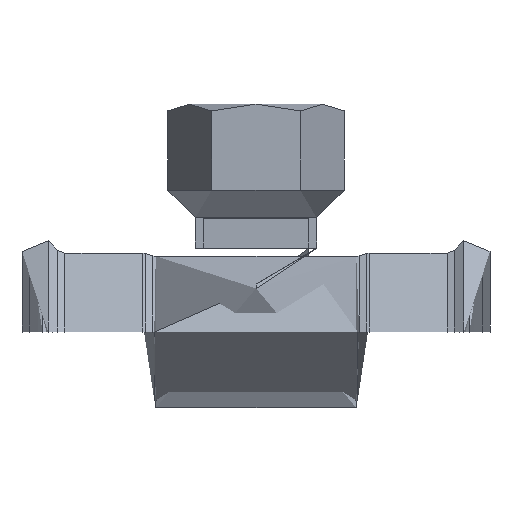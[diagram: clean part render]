
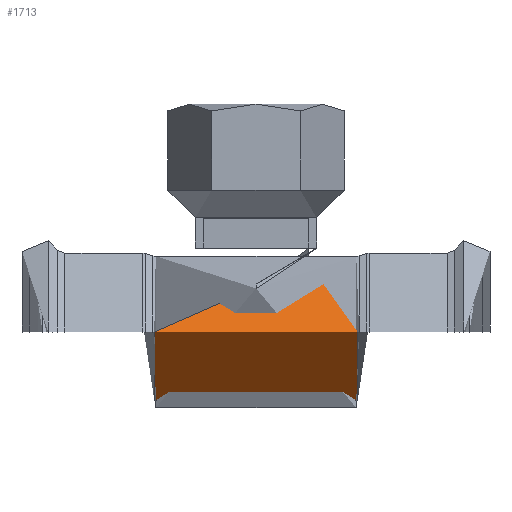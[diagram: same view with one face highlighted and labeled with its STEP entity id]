
A CAD part, front view. The second image highlights one B-rep face of the part: STEP entity #1713.
In plain terms, the highlighted free-form (B-spline) face has degree [1, 2] with [2, 9] control points.
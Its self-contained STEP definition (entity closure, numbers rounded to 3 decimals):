
#484 = VERTEX_POINT('',#485);
#485 = CARTESIAN_POINT('',(56.4,0.,13.4));
#490 = EDGE_CURVE('',#484,#491,#493,.T.);
#491 = VERTEX_POINT('',#492);
#492 = CARTESIAN_POINT('',(46.,10.4,8.45));
#493 = B_SPLINE_CURVE_WITH_KNOTS('',3,(#494,#495,#496,#497,#498,#499,
    #500,#501,#502,#503,#504,#505,#506,#507,#508,#509,#510,#511,#512,
    #513,#514,#515,#516,#517,#518,#519,#520,#521,#522,#523,#524,#525,
    #526,#527,#528,#529,#530,#531),.UNSPECIFIED.,.F.,.F.,(4,2,2,2,2,2,2,
    2,2,2,2,2,2,2,2,2,2,2,4),(1.669,1.875,
    2.081,2.492,2.915,3.126,
    3.338,3.549,3.76,4.183,
    4.595,4.801,5.007,5.212,
    5.418,5.83,6.253,6.464,
    6.675),.UNSPECIFIED.);
#494 = CARTESIAN_POINT('',(56.4,0.,13.4));
#495 = CARTESIAN_POINT('',(56.4,-0.686,13.4));
#496 = CARTESIAN_POINT('',(56.331,-1.386,
    13.346));
#497 = CARTESIAN_POINT('',(56.052,-2.76,
    13.131));
#498 = CARTESIAN_POINT('',(55.841,-3.433,
    12.97));
#499 = CARTESIAN_POINT('',(55.028,-5.345,12.36
    ));
#500 = CARTESIAN_POINT('',(54.234,-6.474,
    11.78));
#501 = CARTESIAN_POINT('',(52.45,-8.258,
    10.609));
#502 = CARTESIAN_POINT('',(51.324,-9.038,
    9.922));
#503 = CARTESIAN_POINT('',(49.436,-9.84,
    9.104));
#504 = CARTESIAN_POINT('',(48.773,-10.048,
    8.869));
#505 = CARTESIAN_POINT('',(47.407,-10.328,
    8.541));
#506 = CARTESIAN_POINT('',(46.704,-10.4,8.45));
#507 = CARTESIAN_POINT('',(45.296,-10.4,8.45));
#508 = CARTESIAN_POINT('',(44.593,-10.328,
    8.541));
#509 = CARTESIAN_POINT('',(43.227,-10.048,
    8.869));
#510 = CARTESIAN_POINT('',(42.564,-9.84,
    9.104));
#511 = CARTESIAN_POINT('',(40.676,-9.038,
    9.922));
#512 = CARTESIAN_POINT('',(39.55,-8.258,
    10.609));
#513 = CARTESIAN_POINT('',(37.766,-6.474,
    11.78));
#514 = CARTESIAN_POINT('',(36.972,-5.345,12.36
    ));
#515 = CARTESIAN_POINT('',(36.159,-3.433,
    12.97));
#516 = CARTESIAN_POINT('',(35.948,-2.76,
    13.131));
#517 = CARTESIAN_POINT('',(35.669,-1.386,
    13.346));
#518 = CARTESIAN_POINT('',(35.6,-0.686,13.4));
#519 = CARTESIAN_POINT('',(35.6,0.686,13.4));
#520 = CARTESIAN_POINT('',(35.669,1.386,
    13.346));
#521 = CARTESIAN_POINT('',(35.948,2.76,
    13.131));
#522 = CARTESIAN_POINT('',(36.159,3.433,
    12.97));
#523 = CARTESIAN_POINT('',(36.972,5.345,12.36)
  );
#524 = CARTESIAN_POINT('',(37.766,6.474,
    11.78));
#525 = CARTESIAN_POINT('',(39.55,8.258,10.609
    ));
#526 = CARTESIAN_POINT('',(40.676,9.038,9.922
    ));
#527 = CARTESIAN_POINT('',(42.564,9.84,9.104
    ));
#528 = CARTESIAN_POINT('',(43.227,10.048,
    8.869));
#529 = CARTESIAN_POINT('',(44.593,10.328,
    8.541));
#530 = CARTESIAN_POINT('',(45.296,10.4,8.45));
#531 = CARTESIAN_POINT('',(46.,10.4,8.45));
#533 = EDGE_CURVE('',#491,#484,#534,.T.);
#534 = B_SPLINE_CURVE_WITH_KNOTS('',3,(#535,#536,#537,#538,#539,#540,
    #541,#542,#543,#544,#545,#546,#547,#548),.UNSPECIFIED.,.F.,.F.,(4,2,
    2,2,2,2,4),(0.,0.211,0.423,0.845,
    1.257,1.463,1.669),.UNSPECIFIED.);
#535 = CARTESIAN_POINT('',(46.,10.4,8.45));
#536 = CARTESIAN_POINT('',(46.704,10.4,8.45));
#537 = CARTESIAN_POINT('',(47.407,10.328,
    8.541));
#538 = CARTESIAN_POINT('',(48.773,10.048,
    8.869));
#539 = CARTESIAN_POINT('',(49.436,9.84,9.104
    ));
#540 = CARTESIAN_POINT('',(51.324,9.038,9.922
    ));
#541 = CARTESIAN_POINT('',(52.45,8.258,10.609
    ));
#542 = CARTESIAN_POINT('',(54.234,6.474,
    11.78));
#543 = CARTESIAN_POINT('',(55.028,5.345,12.36)
  );
#544 = CARTESIAN_POINT('',(55.841,3.433,
    12.97));
#545 = CARTESIAN_POINT('',(56.052,2.76,
    13.131));
#546 = CARTESIAN_POINT('',(56.331,1.386,
    13.346));
#547 = CARTESIAN_POINT('',(56.4,0.686,13.4));
#548 = CARTESIAN_POINT('',(56.4,0.,13.4));
#1070 = EDGE_CURVE('',#1071,#1073,#1075,.T.);
#1071 = VERTEX_POINT('',#1072);
#1072 = CARTESIAN_POINT('',(66.,13.4,0.));
#1073 = VERTEX_POINT('',#1074);
#1074 = CARTESIAN_POINT('',(66.,-13.4,0.));
#1075 = ( BOUNDED_CURVE() B_SPLINE_CURVE(2,(#1076,#1077,#1078,#1079,
#1080),.UNSPECIFIED.,.F.,.F.) B_SPLINE_CURVE_WITH_KNOTS((3,2,3),(0.,
1.571,3.142),.UNSPECIFIED.) CURVE() 
GEOMETRIC_REPRESENTATION_ITEM() RATIONAL_B_SPLINE_CURVE((1.,
0.707,1.,0.707,1.)) REPRESENTATION_ITEM('') );
#1076 = CARTESIAN_POINT('',(66.,13.4,0.));
#1077 = CARTESIAN_POINT('',(66.,13.4,13.4));
#1078 = CARTESIAN_POINT('',(66.,0.,13.4));
#1079 = CARTESIAN_POINT('',(66.,-13.4,13.4));
#1080 = CARTESIAN_POINT('',(66.,-13.4,0.));
#1082 = EDGE_CURVE('',#1083,#1071,#1085,.T.);
#1083 = VERTEX_POINT('',#1084);
#1084 = CARTESIAN_POINT('',(66.,0.,-13.4));
#1085 = ( BOUNDED_CURVE() B_SPLINE_CURVE(2,(#1086,#1087,#1088),
.UNSPECIFIED.,.F.,.F.) B_SPLINE_CURVE_WITH_KNOTS((3,3),(4.712,
6.283),.PIECEWISE_BEZIER_KNOTS.) CURVE() 
GEOMETRIC_REPRESENTATION_ITEM() RATIONAL_B_SPLINE_CURVE((1.,
0.707,1.)) REPRESENTATION_ITEM('') );
#1086 = CARTESIAN_POINT('',(66.,0.,-13.4));
#1087 = CARTESIAN_POINT('',(66.,13.4,-13.4));
#1088 = CARTESIAN_POINT('',(66.,13.4,0.));
#1090 = EDGE_CURVE('',#1073,#1083,#1091,.T.);
#1091 = ( BOUNDED_CURVE() B_SPLINE_CURVE(2,(#1092,#1093,#1094),
.UNSPECIFIED.,.F.,.F.) B_SPLINE_CURVE_WITH_KNOTS((3,3),(3.142,
4.712),.PIECEWISE_BEZIER_KNOTS.) CURVE() 
GEOMETRIC_REPRESENTATION_ITEM() RATIONAL_B_SPLINE_CURVE((1.,
0.707,1.)) REPRESENTATION_ITEM('') );
#1092 = CARTESIAN_POINT('',(66.,-13.4,0.));
#1093 = CARTESIAN_POINT('',(66.,-13.4,-13.4));
#1094 = CARTESIAN_POINT('',(66.,0.,-13.4));
#1713 = ADVANCED_FACE('',(#1714,#1751),#1755,.T.);
#1714 = FACE_BOUND('',#1715,.T.);
#1715 = EDGE_LOOP('',(#1716,#1728,#1736,#1741,#1742,#1743,#1744,#1745));
#1716 = ORIENTED_EDGE('',*,*,#1717,.F.);
#1717 = EDGE_CURVE('',#1718,#1720,#1722,.T.);
#1718 = VERTEX_POINT('',#1719);
#1719 = CARTESIAN_POINT('',(26.,13.4,0.));
#1720 = VERTEX_POINT('',#1721);
#1721 = CARTESIAN_POINT('',(26.,-13.4,0.));
#1722 = ( BOUNDED_CURVE() B_SPLINE_CURVE(2,(#1723,#1724,#1725,#1726,
#1727),.UNSPECIFIED.,.F.,.F.) B_SPLINE_CURVE_WITH_KNOTS((3,2,3),(0.,
1.571,3.142),.UNSPECIFIED.) CURVE() 
GEOMETRIC_REPRESENTATION_ITEM() RATIONAL_B_SPLINE_CURVE((1.,
0.707,1.,0.707,1.)) REPRESENTATION_ITEM('') );
#1723 = CARTESIAN_POINT('',(26.,13.4,0.));
#1724 = CARTESIAN_POINT('',(26.,13.4,13.4));
#1725 = CARTESIAN_POINT('',(26.,0.,13.4));
#1726 = CARTESIAN_POINT('',(26.,-13.4,13.4));
#1727 = CARTESIAN_POINT('',(26.,-13.4,0.));
#1728 = ORIENTED_EDGE('',*,*,#1729,.F.);
#1729 = EDGE_CURVE('',#1730,#1718,#1732,.T.);
#1730 = VERTEX_POINT('',#1731);
#1731 = CARTESIAN_POINT('',(26.,0.,-13.4));
#1732 = ( BOUNDED_CURVE() B_SPLINE_CURVE(2,(#1733,#1734,#1735),
.UNSPECIFIED.,.F.,.F.) B_SPLINE_CURVE_WITH_KNOTS((3,3),(4.712,
6.283),.PIECEWISE_BEZIER_KNOTS.) CURVE() 
GEOMETRIC_REPRESENTATION_ITEM() RATIONAL_B_SPLINE_CURVE((1.,
0.707,1.)) REPRESENTATION_ITEM('') );
#1733 = CARTESIAN_POINT('',(26.,0.,-13.4));
#1734 = CARTESIAN_POINT('',(26.,13.4,-13.4));
#1735 = CARTESIAN_POINT('',(26.,13.4,0.));
#1736 = ORIENTED_EDGE('',*,*,#1737,.T.);
#1737 = EDGE_CURVE('',#1730,#1083,#1738,.T.);
#1738 = B_SPLINE_CURVE_WITH_KNOTS('',1,(#1739,#1740),.UNSPECIFIED.,.F.,
  .F.,(2,2),(0.,2.985),.PIECEWISE_BEZIER_KNOTS.);
#1739 = CARTESIAN_POINT('',(26.,0.,-13.4));
#1740 = CARTESIAN_POINT('',(66.,0.,-13.4));
#1741 = ORIENTED_EDGE('',*,*,#1082,.T.);
#1742 = ORIENTED_EDGE('',*,*,#1070,.T.);
#1743 = ORIENTED_EDGE('',*,*,#1090,.T.);
#1744 = ORIENTED_EDGE('',*,*,#1737,.F.);
#1745 = ORIENTED_EDGE('',*,*,#1746,.F.);
#1746 = EDGE_CURVE('',#1720,#1730,#1747,.T.);
#1747 = ( BOUNDED_CURVE() B_SPLINE_CURVE(2,(#1748,#1749,#1750),
.UNSPECIFIED.,.F.,.F.) B_SPLINE_CURVE_WITH_KNOTS((3,3),(3.142,
4.712),.PIECEWISE_BEZIER_KNOTS.) CURVE() 
GEOMETRIC_REPRESENTATION_ITEM() RATIONAL_B_SPLINE_CURVE((1.,
0.707,1.)) REPRESENTATION_ITEM('') );
#1748 = CARTESIAN_POINT('',(26.,-13.4,0.));
#1749 = CARTESIAN_POINT('',(26.,-13.4,-13.4));
#1750 = CARTESIAN_POINT('',(26.,0.,-13.4));
#1751 = FACE_BOUND('',#1752,.T.);
#1752 = EDGE_LOOP('',(#1753,#1754));
#1753 = ORIENTED_EDGE('',*,*,#533,.F.);
#1754 = ORIENTED_EDGE('',*,*,#490,.F.);
#1755 = ( BOUNDED_SURFACE() B_SPLINE_SURFACE(1,2,(
    (#1756,#1757,#1758,#1759,#1760,#1761,#1762,#1763,#1764)
    ,(#1765,#1766,#1767,#1768,#1769,#1770,#1771,#1772,#1773
)),.UNSPECIFIED.,.F.,.T.,.F.) B_SPLINE_SURFACE_WITH_KNOTS((2,2),(1,2,2,2
    ,2,2,1),(0.,2.985),(-4.712,-3.142,
    -1.571,0.,1.571,3.142,4.712),
.UNSPECIFIED.) GEOMETRIC_REPRESENTATION_ITEM() RATIONAL_B_SPLINE_SURFACE
((
    (1.,0.707,1.,0.707,1.,0.707,1.
      ,0.707,1.)
    ,(1.,0.707,1.,0.707,1.,0.707,1.
,0.707,1.))) REPRESENTATION_ITEM('') SURFACE() );
#1756 = CARTESIAN_POINT('',(26.,0.,-13.4));
#1757 = CARTESIAN_POINT('',(26.,13.4,-13.4));
#1758 = CARTESIAN_POINT('',(26.,13.4,0.));
#1759 = CARTESIAN_POINT('',(26.,13.4,13.4));
#1760 = CARTESIAN_POINT('',(26.,0.,13.4));
#1761 = CARTESIAN_POINT('',(26.,-13.4,13.4));
#1762 = CARTESIAN_POINT('',(26.,-13.4,0.));
#1763 = CARTESIAN_POINT('',(26.,-13.4,-13.4));
#1764 = CARTESIAN_POINT('',(26.,0.,-13.4));
#1765 = CARTESIAN_POINT('',(66.,0.,-13.4));
#1766 = CARTESIAN_POINT('',(66.,13.4,-13.4));
#1767 = CARTESIAN_POINT('',(66.,13.4,0.));
#1768 = CARTESIAN_POINT('',(66.,13.4,13.4));
#1769 = CARTESIAN_POINT('',(66.,0.,13.4));
#1770 = CARTESIAN_POINT('',(66.,-13.4,13.4));
#1771 = CARTESIAN_POINT('',(66.,-13.4,0.));
#1772 = CARTESIAN_POINT('',(66.,-13.4,-13.4));
#1773 = CARTESIAN_POINT('',(66.,0.,-13.4));
